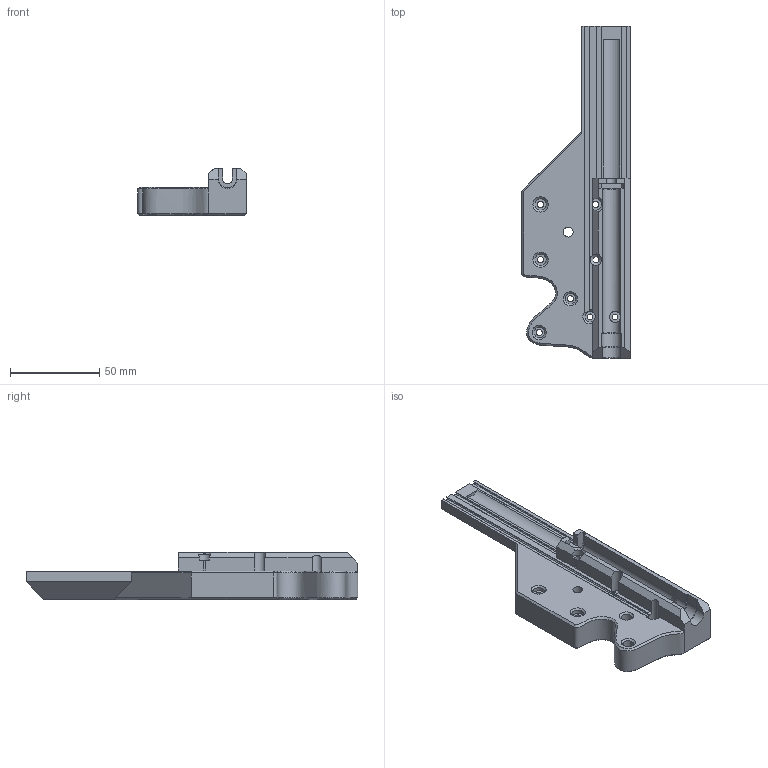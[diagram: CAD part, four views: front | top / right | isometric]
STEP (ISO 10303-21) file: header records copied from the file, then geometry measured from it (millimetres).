
FILE_DESCRIPTION(/* description */ (''),/* implementation_level */ '2;1');
FILE_NAME(/* name */ '7.10.23(morePrintable)_v3.step',/* time_stamp */ '2023-08-31T11:34:06-07:00',/* author */ (''),/* organization */ (''),/* preprocessor_version */ 'ST-DEVELOPER v20',/* originating_system */ 'Autodesk Translation Framework v12.9.0.99',/* authorisation */ '');
FILE_SCHEMA (('AUTOMOTIVE_DESIGN { 1 0 10303 214 3 1 1 }'));
Length unit declared in the file: millimetre
Products named in the file (2): 7.10.23(morePrintable); Syringe Holder
Assembly tree (1 placements, depth 2):
  7.10.23(morePrintable)
    Syringe Holder
Bounding box: 60.74 x 186 x 26.47 mm (x, y, z)
Volume: 115989.4 mm3; surface area: 32352 mm2
Topology: 1 solids, 2 shells, 237 faces, 650 edges, 412 vertices
Faces by surface type: plane 172, cylinder 50, cone 9, bspline 3, torus 3
Full cylindrical faces by diameter (mm): 3.2 x2, 3.4 x2, 3.5 x3, 5.5 x1, 5.6 x2, 6 x3, 6.2 x2, 6.5 x3, 11.5 x1, 22.5 x1
Entity records: 8171 total; most frequent: CARTESIAN_POINT 2016, ORIENTED_EDGE 1296, DIRECTION 1266, EDGE_CURVE 649, LINE 460, VECTOR 460, VERTEX_POINT 412, AXIS2_PLACEMENT_3D 403
